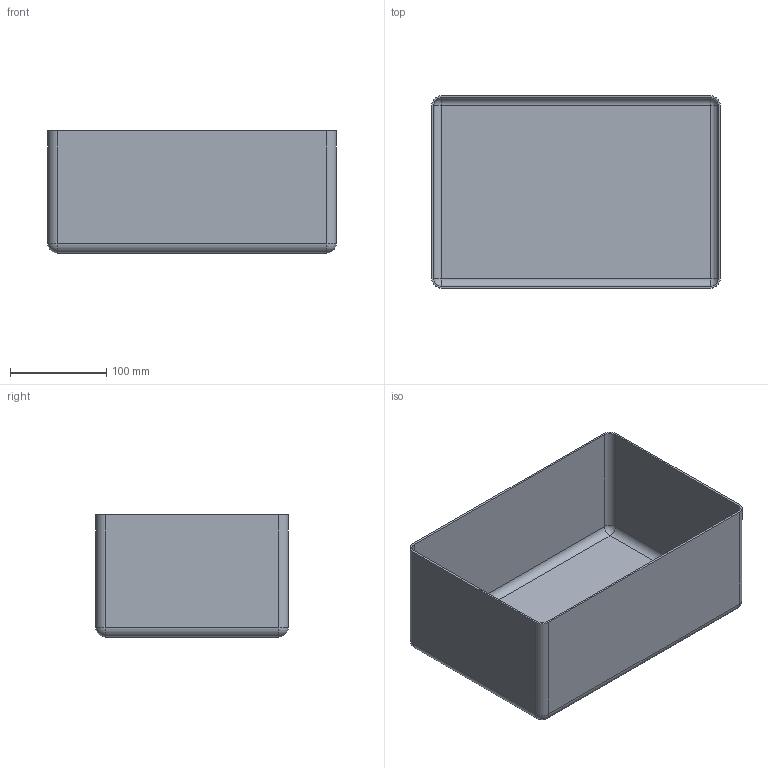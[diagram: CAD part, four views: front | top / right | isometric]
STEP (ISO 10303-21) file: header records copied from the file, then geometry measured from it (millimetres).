
FILE_DESCRIPTION (( 'STEP AP203' ), '1' );
FILE_NAME ('Casing.STEP', '2021-11-03T09:29:25', ( '' ), ( '' ), 'SwSTEP 2.0', 'SolidWorks 2020', '' );
FILE_SCHEMA (( 'CONFIG_CONTROL_DESIGN' ));
Length unit declared in the file: millimetre
Products named in the file (1): Casing
Bounding box: 300 x 200 x 127 mm (x, y, z)
Volume: 356346.8 mm3; surface area: 358308.3 mm2
Topology: 1 solids, 1 shells, 35 faces, 80 edges, 40 vertices
Faces by surface type: cylinder 16, plane 11, sphere 8
Entity records: 983 total; most frequent: DIRECTION 176, CARTESIAN_POINT 148, ORIENTED_EDGE 144, EDGE_CURVE 72, AXIS2_PLACEMENT_3D 68, VERTEX_POINT 40, VECTOR 40, LINE 40
